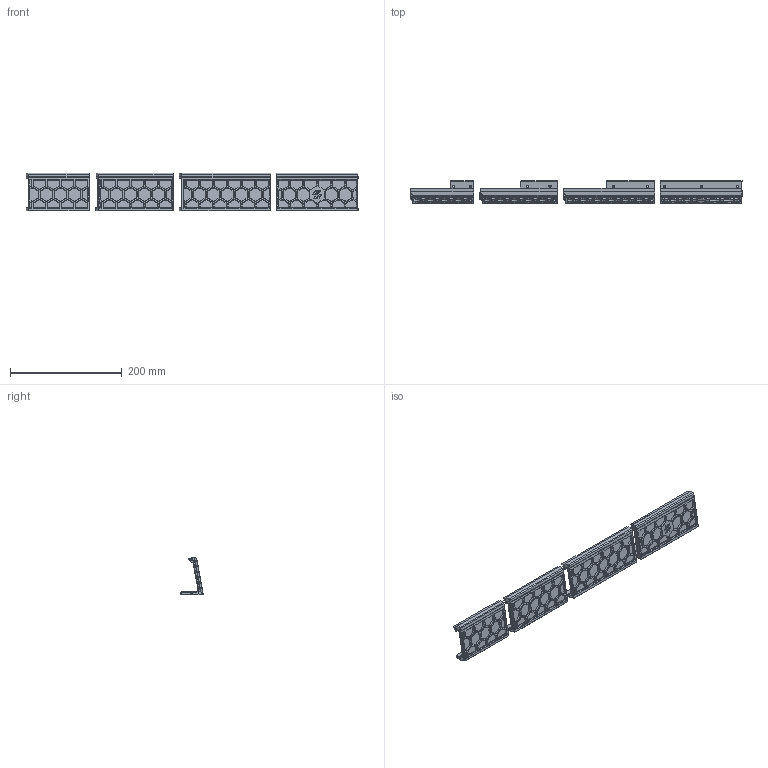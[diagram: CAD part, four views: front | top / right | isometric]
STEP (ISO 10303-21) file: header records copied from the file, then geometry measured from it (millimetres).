
FILE_DESCRIPTION(/* description */ (''),/* implementation_level */ '2;1');
FILE_NAME(/* name */ 'HexagonSkirts.step',/* time_stamp */ '2021-08-19T10:20:22-04:00',/* author */ (''),/* organization */ (''),/* preprocessor_version */ 'ST-DEVELOPER v18.1',/* originating_system */ 'Autodesk Translation Framework v10.9.0.1377',/* authorisation */ '');
FILE_SCHEMA (('AUTOMOTIVE_DESIGN { 1 0 10303 214 3 1 1 }'));
Products named in the file (17): HexagonSkirts; 250SideSkirt; 250SideSkirtAccent; 250SideSkirtPanel; 250SideSkirtMain; 300SideSkirt; 300SideSkirtAccent; 300SideSkirtMain; 300SideSkirtPanel; 350SideSkirt; 350SideSkirtMain; 350SideSkirtAccent; 350SideSkirtPanel; CenterSkirt; CenterSkirtPanel; CenteSkirtMain; CenterSkirtAccent
Assembly tree (16 placements, depth 3):
  HexagonSkirts
    250SideSkirt
      250SideSkirtAccent
      250SideSkirtPanel
      250SideSkirtMain
    300SideSkirt
      300SideSkirtAccent
      300SideSkirtMain
      300SideSkirtPanel
    350SideSkirt
      350SideSkirtMain
      350SideSkirtAccent
      350SideSkirtPanel
    CenterSkirt
      CenterSkirtPanel
      CenteSkirtMain
      CenterSkirtAccent
Bounding box: 593.59 x 40.11 x 67 mm (x, y, z)
Volume: 269794.5 mm3; surface area: 179499.6 mm2
Topology: 12 solids, 12 shells, 1977 faces, 4941 edges, 2990 vertices
Faces by surface type: plane 1221, cone 386, cylinder 367, bspline 3
Full cylindrical faces by diameter (mm): 3.4 x9, 4.5 x12
Entity records: 58669 total; most frequent: CARTESIAN_POINT 10193, DIRECTION 10167, ORIENTED_EDGE 9882, EDGE_CURVE 4941, LINE 3657, VECTOR 3657, AXIS2_PLACEMENT_3D 3255, VERTEX_POINT 2990
